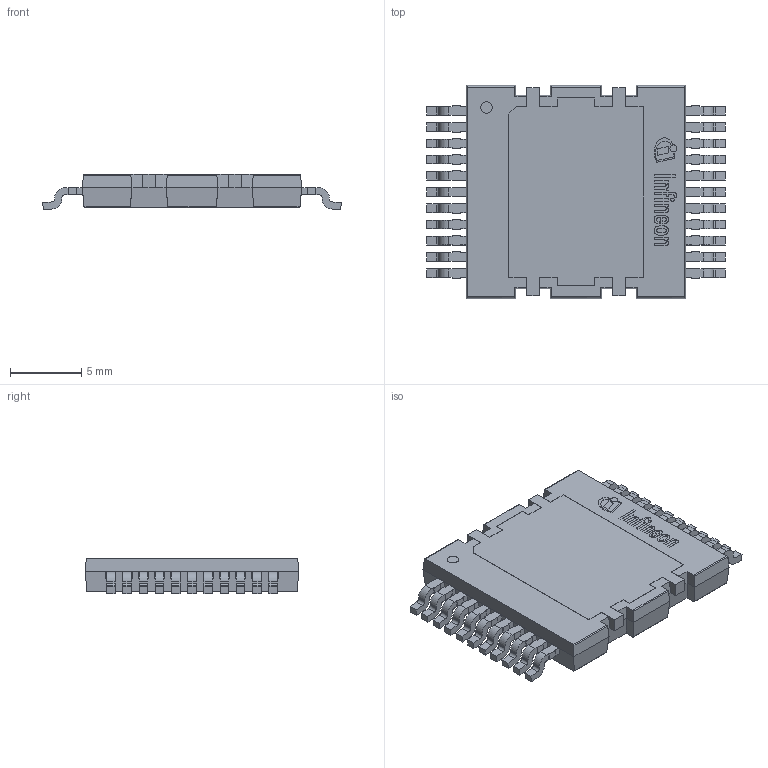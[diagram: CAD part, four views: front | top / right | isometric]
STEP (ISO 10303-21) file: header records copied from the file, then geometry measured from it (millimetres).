
FILE_DESCRIPTION(/* description */ (''),/* implementation_level */ '2;1');
FILE_NAME(/* name */ 'PG-HDSOP-22-4_Z8B00259461_V02_3D.stp',/* time_stamp */ '2025-07-23T19:20:30+05:30',/* author */ ('sivamani'),/* organization */ (''),/* preprocessor_version */ 'ST-DEVELOPER v19.2',/* originating_system */ 'AutoCAD Mechanical',/* authorisation */ '');
FILE_SCHEMA (('AUTOMOTIVE_DESIGN { 1 0 10303 214 3 1 1 }'));
Length unit declared in the file: millimetre
Products named in the file (1): Product
Bounding box: 20.96 x 15 x 2.5 mm (x, y, z)
Volume: 541.3 mm3; surface area: 1116.8 mm2
Topology: 37 solids, 37 shells, 732 faces, 1929 edges, 1276 vertices
Faces by surface type: plane 600, cylinder 110, bspline 18, torus 4
Full cylindrical faces by diameter (mm): 0.24 x1, 0.493 x1, 0.8 x2, 1.2 x4
Entity records: 22560 total; most frequent: CARTESIAN_POINT 4308, ORIENTED_EDGE 3858, DIRECTION 3553, EDGE_CURVE 1929, LINE 1663, VECTOR 1663, VERTEX_POINT 1276, AXIS2_PLACEMENT_3D 945
